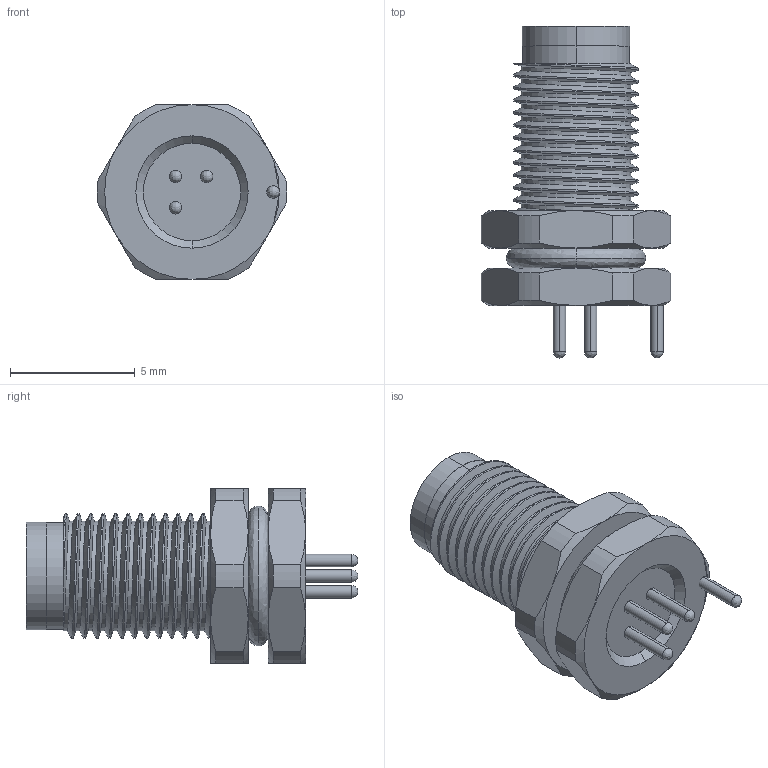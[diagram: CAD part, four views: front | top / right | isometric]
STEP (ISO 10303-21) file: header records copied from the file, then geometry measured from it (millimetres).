
FILE_DESCRIPTION (( 'STEP AP203' ), '1' );
FILE_NAME ('P16(3pin).STEP', '2020-03-30T05:49:21', ( 'edpusr' ), ( 'Microsoft' ), 'SwSTEP 2.0', 'SolidWorks 2015', '' );
FILE_SCHEMA (( 'CONFIG_CONTROL_DESIGN' ));
Length unit declared in the file: millimetre
Products named in the file (1): P16(3pin)
Bounding box: 7.58 x 13.3 x 7 mm (x, y, z)
Surface area: 443.6 mm2 (no closed solid volume)
Topology: 0 solids, 1 shells, 129 faces, 329 edges, 197 vertices
Faces by surface type: cylinder 60, cone 28, plane 25, bspline 16
Entity records: 6688 total; most frequent: CARTESIAN_POINT 3860, ORIENTED_EDGE 618, DIRECTION 533, EDGE_CURVE 311, AXIS2_PLACEMENT_3D 224, VERTEX_POINT 196, EDGE_LOOP 143, FACE_OUTER_BOUND 129
